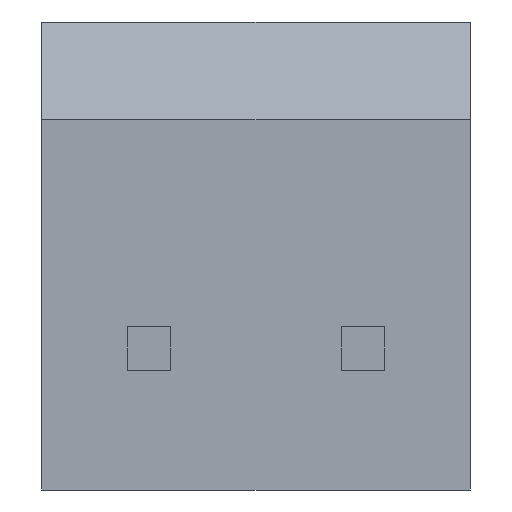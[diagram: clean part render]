
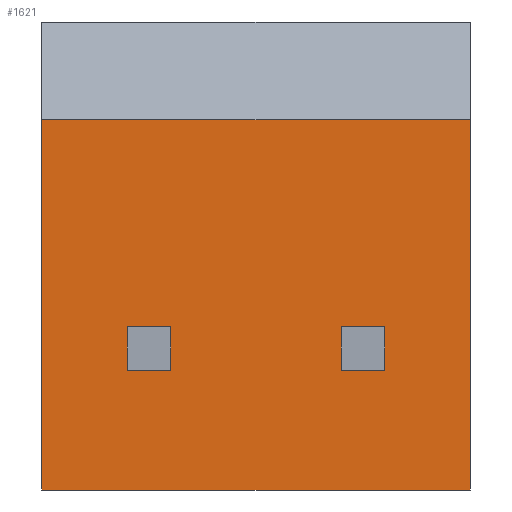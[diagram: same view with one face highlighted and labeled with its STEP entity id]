
A CAD part, front view. The second image highlights one B-rep face of the part: STEP entity #1621.
In plain terms, the highlighted planar face has unit normal (0, -1, 0).
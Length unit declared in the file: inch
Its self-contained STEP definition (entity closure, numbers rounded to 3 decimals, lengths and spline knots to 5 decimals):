
#13=DIRECTION('',(0.,0.,-1.));
#14=VECTOR('',#13,0.34);
#15=CARTESIAN_POINT('',(-0.197,-0.2,0.21));
#16=LINE('',#15,#14);
#109=DIRECTION('',(1.,0.,0.));
#110=VECTOR('',#109,0.394);
#111=CARTESIAN_POINT('',(-0.197,-0.2,-0.13));
#112=LINE('',#111,#110);
#113=DIRECTION('',(1.,0.,0.));
#114=VECTOR('',#113,0.394);
#115=CARTESIAN_POINT('',(-0.197,-0.2,0.21));
#116=LINE('',#115,#114);
#117=DIRECTION('',(1.,0.,0.));
#118=VECTOR('',#117,0.04);
#119=CARTESIAN_POINT('',(-0.1185,-0.2,-0.02));
#120=LINE('',#119,#118);
#121=DIRECTION('',(0.,0.,1.));
#122=VECTOR('',#121,0.04);
#123=CARTESIAN_POINT('',(-0.0785,-0.2,-0.02));
#124=LINE('',#123,#122);
#125=DIRECTION('',(1.,0.,0.));
#126=VECTOR('',#125,0.04);
#127=CARTESIAN_POINT('',(-0.1185,-0.2,0.02));
#128=LINE('',#127,#126);
#129=DIRECTION('',(0.,0.,1.));
#130=VECTOR('',#129,0.04);
#131=CARTESIAN_POINT('',(-0.1185,-0.2,-0.02));
#132=LINE('',#131,#130);
#133=DIRECTION('',(1.,0.,0.));
#134=VECTOR('',#133,0.04);
#135=CARTESIAN_POINT('',(0.0785,-0.2,-0.02));
#136=LINE('',#135,#134);
#137=DIRECTION('',(0.,0.,1.));
#138=VECTOR('',#137,0.04);
#139=CARTESIAN_POINT('',(0.1185,-0.2,-0.02));
#140=LINE('',#139,#138);
#141=DIRECTION('',(1.,0.,0.));
#142=VECTOR('',#141,0.04);
#143=CARTESIAN_POINT('',(0.0785,-0.2,0.02));
#144=LINE('',#143,#142);
#145=DIRECTION('',(0.,0.,1.));
#146=VECTOR('',#145,0.04);
#147=CARTESIAN_POINT('',(0.0785,-0.2,-0.02));
#148=LINE('',#147,#146);
#181=DIRECTION('',(0.,0.,-1.));
#182=VECTOR('',#181,0.34);
#183=CARTESIAN_POINT('',(0.197,-0.2,0.21));
#184=LINE('',#183,#182);
#1153=CARTESIAN_POINT('',(-0.197,-0.2,0.21));
#1154=CARTESIAN_POINT('',(-0.197,-0.2,-0.13));
#1155=VERTEX_POINT('',#1153);
#1156=VERTEX_POINT('',#1154);
#1163=CARTESIAN_POINT('',(0.197,-0.2,0.21));
#1164=CARTESIAN_POINT('',(0.197,-0.2,-0.13));
#1165=VERTEX_POINT('',#1163);
#1166=VERTEX_POINT('',#1164);
#1281=CARTESIAN_POINT('',(-0.1185,-0.2,-0.02));
#1282=CARTESIAN_POINT('',(-0.0785,-0.2,-0.02));
#1283=VERTEX_POINT('',#1281);
#1284=VERTEX_POINT('',#1282);
#1285=CARTESIAN_POINT('',(-0.1185,-0.2,0.02));
#1286=CARTESIAN_POINT('',(-0.0785,-0.2,0.02));
#1287=VERTEX_POINT('',#1285);
#1288=VERTEX_POINT('',#1286);
#1419=CARTESIAN_POINT('',(0.0785,-0.2,-0.02));
#1420=VERTEX_POINT('',#1419);
#1421=CARTESIAN_POINT('',(0.1185,-0.2,-0.02));
#1422=VERTEX_POINT('',#1421);
#1423=CARTESIAN_POINT('',(0.0785,-0.2,0.02));
#1424=VERTEX_POINT('',#1423);
#1425=CARTESIAN_POINT('',(0.1185,-0.2,0.02));
#1426=VERTEX_POINT('',#1425);
#1588=CARTESIAN_POINT('',(-0.197,-0.2,0.21));
#1589=DIRECTION('',(0.,-1.,0.));
#1590=DIRECTION('',(0.,0.,-1.));
#1591=AXIS2_PLACEMENT_3D('',#1588,#1589,#1590);
#1592=PLANE('',#1591);
#1593=ORIENTED_EDGE('',*,*,#1456,.F.);
#1595=ORIENTED_EDGE('',*,*,#1594,.T.);
#1597=ORIENTED_EDGE('',*,*,#1596,.T.);
#1598=ORIENTED_EDGE('',*,*,#1580,.F.);
#1599=EDGE_LOOP('',(#1593,#1595,#1597,#1598));
#1600=FACE_OUTER_BOUND('',#1599,.F.);
#1602=ORIENTED_EDGE('',*,*,#1601,.T.);
#1604=ORIENTED_EDGE('',*,*,#1603,.T.);
#1606=ORIENTED_EDGE('',*,*,#1605,.F.);
#1608=ORIENTED_EDGE('',*,*,#1607,.F.);
#1609=EDGE_LOOP('',(#1602,#1604,#1606,#1608));
#1610=FACE_BOUND('',#1609,.F.);
#1612=ORIENTED_EDGE('',*,*,#1611,.T.);
#1614=ORIENTED_EDGE('',*,*,#1613,.T.);
#1616=ORIENTED_EDGE('',*,*,#1615,.F.);
#1618=ORIENTED_EDGE('',*,*,#1617,.F.);
#1619=EDGE_LOOP('',(#1612,#1614,#1616,#1618));
#1620=FACE_BOUND('',#1619,.F.);
#1621=ADVANCED_FACE('',(#1600,#1610,#1620),#1592,.T.);
#1456=EDGE_CURVE('',#1155,#1156,#16,.T.);
#1580=EDGE_CURVE('',#1156,#1166,#112,.T.);
#1594=EDGE_CURVE('',#1155,#1165,#116,.T.);
#1596=EDGE_CURVE('',#1165,#1166,#184,.T.);
#1601=EDGE_CURVE('',#1283,#1284,#120,.T.);
#1603=EDGE_CURVE('',#1284,#1288,#124,.T.);
#1605=EDGE_CURVE('',#1287,#1288,#128,.T.);
#1607=EDGE_CURVE('',#1283,#1287,#132,.T.);
#1611=EDGE_CURVE('',#1420,#1422,#136,.T.);
#1613=EDGE_CURVE('',#1422,#1426,#140,.T.);
#1615=EDGE_CURVE('',#1424,#1426,#144,.T.);
#1617=EDGE_CURVE('',#1420,#1424,#148,.T.);
